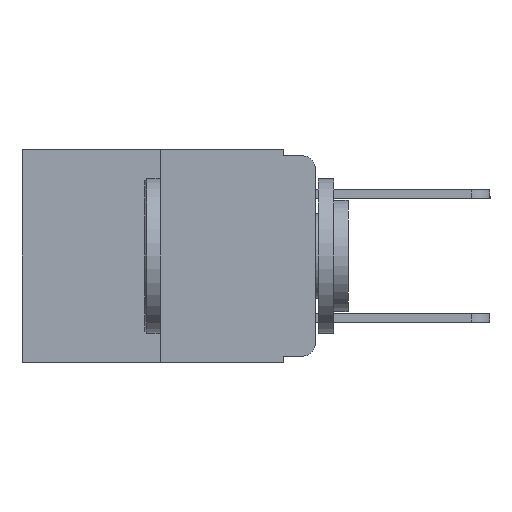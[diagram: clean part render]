
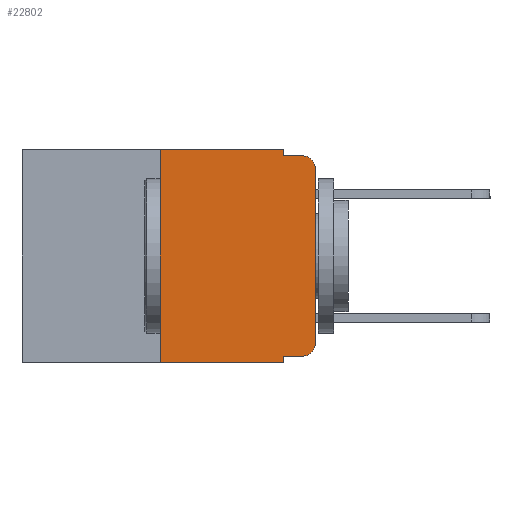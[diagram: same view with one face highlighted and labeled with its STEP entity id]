
A CAD part, left-side view. The second image highlights one B-rep face of the part: STEP entity #22802.
In plain terms, the highlighted planar face has unit normal (-1, 0, 0).
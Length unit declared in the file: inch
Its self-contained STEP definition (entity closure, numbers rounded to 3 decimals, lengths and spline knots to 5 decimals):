
#74 = DIRECTION ( 'NONE',  ( 0., 0., -1. ) ) ;
#443 = VECTOR ( 'NONE', #22730, 39.37008 ) ;
#1025 = CARTESIAN_POINT ( 'NONE',  ( 0., 0.051, -0.333 ) ) ;
#1295 = EDGE_CURVE ( 'NONE', #17236, #12991, #24775, .T. ) ;
#1490 = CARTESIAN_POINT ( 'NONE',  ( 0., 0.051, -0.333 ) ) ;
#2031 = LINE ( 'NONE', #13327, #21354 ) ;
#2273 = CIRCLE ( 'NONE', #6375, 0.02 ) ;
#2776 = CARTESIAN_POINT ( 'NONE',  ( 0., 0.473, 0. ) ) ;
#2977 = VECTOR ( 'NONE', #19522, 39.37008 ) ;
#3309 = ORIENTED_EDGE ( 'NONE', *, *, #6563, .T. ) ;
#3825 = EDGE_CURVE ( 'NONE', #12991, #6209, #23523, .T. ) ;
#4609 = CARTESIAN_POINT ( 'NONE',  ( 0., 0.02, -0.313 ) ) ;
#4967 = PLANE ( 'NONE',  #23801 ) ;
#5381 = VERTEX_POINT ( 'NONE', #7840 ) ;
#5477 = CARTESIAN_POINT ( 'NONE',  ( 0., 0.051, -0.01 ) ) ;
#5784 = VERTEX_POINT ( 'NONE', #16717 ) ;
#5839 = ORIENTED_EDGE ( 'NONE', *, *, #3825, .F. ) ;
#5891 = EDGE_CURVE ( 'NONE', #19829, #5381, #16037, .T. ) ;
#6009 = CARTESIAN_POINT ( 'NONE',  ( 0., 0.02, -0.01 ) ) ;
#6209 = VERTEX_POINT ( 'NONE', #10476 ) ;
#6208 = CARTESIAN_POINT ( 'NONE',  ( 0., 0.473, -0.343 ) ) ;
#6375 = AXIS2_PLACEMENT_3D ( 'NONE', #9500, #22736, #11379 ) ;
#6414 = LINE ( 'NONE', #6208, #16569 ) ;
#6563 = EDGE_CURVE ( 'NONE', #8239, #12616, #2031, .T. ) ;
#6602 = DIRECTION ( 'NONE',  ( 0., 0., -1. ) ) ;
#6717 = EDGE_CURVE ( 'NONE', #6209, #5784, #13290, .T. ) ;
#7747 = CARTESIAN_POINT ( 'NONE',  ( 0., 0.051, -0.343 ) ) ;
#7794 = FACE_OUTER_BOUND ( 'NONE', #23499, .T. ) ;
#7840 = CARTESIAN_POINT ( 'NONE',  ( 0., 0.02, -0.333 ) ) ;
#7912 = VECTOR ( 'NONE', #74, 39.37008 ) ;
#7957 = EDGE_CURVE ( 'NONE', #17236, #19399, #6414, .T. ) ;
#8239 = VERTEX_POINT ( 'NONE', #10904 ) ;
#8339 = AXIS2_PLACEMENT_3D ( 'NONE', #4609, #18042, #6602 ) ;
#8471 = VERTEX_POINT ( 'NONE', #6009 ) ;
#8649 = EDGE_CURVE ( 'NONE', #5381, #8239, #17418, .T. ) ;
#8904 = CARTESIAN_POINT ( 'NONE',  ( 0., 0.473, 0. ) ) ;
#9181 = ORIENTED_EDGE ( 'NONE', *, *, #17286, .T. ) ;
#9428 = CARTESIAN_POINT ( 'NONE',  ( 0., 0.25, 0. ) ) ;
#9500 = CARTESIAN_POINT ( 'NONE',  ( 0., 0.02, -0.03 ) ) ;
#9796 = DIRECTION ( 'NONE',  ( 0., 0., 1. ) ) ;
#9958 = CARTESIAN_POINT ( 'NONE',  ( 0., 0.051, 0. ) ) ;
#9994 = CARTESIAN_POINT ( 'NONE',  ( 0., 0.25, 0. ) ) ;
#10093 = ORIENTED_EDGE ( 'NONE', *, *, #8649, .T. ) ;
#10476 = CARTESIAN_POINT ( 'NONE',  ( 0., 0.051, 0. ) ) ;
#10722 = VECTOR ( 'NONE', #22633, 39.37008 ) ;
#10812 = DIRECTION ( 'NONE',  ( 0., 0., -1. ) ) ;
#10904 = CARTESIAN_POINT ( 'NONE',  ( 0., 0., -0.313 ) ) ;
#11218 = CARTESIAN_POINT ( 'NONE',  ( 0., 0.25, -0.343 ) ) ;
#11379 = DIRECTION ( 'NONE',  ( 0., 0., -1. ) ) ;
#12616 = VERTEX_POINT ( 'NONE', #17072 ) ;
#12917 = LINE ( 'NONE', #17545, #7912 ) ;
#12991 = VERTEX_POINT ( 'NONE', #9994 ) ;
#13290 = LINE ( 'NONE', #9958, #2977 ) ;
#13327 = CARTESIAN_POINT ( 'NONE',  ( 0., 0., 0. ) ) ;
#13428 = EDGE_CURVE ( 'NONE', #5784, #8471, #20237, .T. ) ;
#13684 = DIRECTION ( 'NONE',  ( 0., -1., 0. ) ) ;
#13922 = ORIENTED_EDGE ( 'NONE', *, *, #17439, .F. ) ;
#15734 = DIRECTION ( 'NONE',  ( 0., -1., 0. ) ) ;
#16037 = LINE ( 'NONE', #1490, #443 ) ;
#16569 = VECTOR ( 'NONE', #15734, 39.37008 ) ;
#16717 = CARTESIAN_POINT ( 'NONE',  ( 0., 0.051, -0.01 ) ) ;
#17072 = CARTESIAN_POINT ( 'NONE',  ( 0., 0., -0.03 ) ) ;
#17236 = VERTEX_POINT ( 'NONE', #11218 ) ;
#17286 = EDGE_CURVE ( 'NONE', #12616, #8471, #2273, .T. ) ;
#17418 = CIRCLE ( 'NONE', #8339, 0.02 ) ;
#17439 = EDGE_CURVE ( 'NONE', #19829, #19399, #12917, .T. ) ;
#17545 = CARTESIAN_POINT ( 'NONE',  ( 0., 0.051, 0. ) ) ;
#17807 = ORIENTED_EDGE ( 'NONE', *, *, #7957, .T. ) ;
#18042 = DIRECTION ( 'NONE',  ( -1., 0., 0. ) ) ;
#18538 = VECTOR ( 'NONE', #13684, 39.37008 ) ;
#18950 = DIRECTION ( 'NONE',  ( 0., 0., 1. ) ) ;
#19399 = VERTEX_POINT ( 'NONE', #7747 ) ;
#19522 = DIRECTION ( 'NONE',  ( 0., 0., -1. ) ) ;
#19829 = VERTEX_POINT ( 'NONE', #1025 ) ;
#19845 = VECTOR ( 'NONE', #9796, 39.37008 ) ;
#19895 = ORIENTED_EDGE ( 'NONE', *, *, #13428, .F. ) ;
#20237 = LINE ( 'NONE', #5477, #10722 ) ;
#21354 = VECTOR ( 'NONE', #18950, 39.37008 ) ;
#21636 = ORIENTED_EDGE ( 'NONE', *, *, #1295, .F. ) ;
#22154 = DIRECTION ( 'NONE',  ( 1., 0., 0. ) ) ;
#22633 = DIRECTION ( 'NONE',  ( 0., -1., 0. ) ) ;
#22730 = DIRECTION ( 'NONE',  ( 0., -1., 0. ) ) ;
#22736 = DIRECTION ( 'NONE',  ( -1., 0., 0. ) ) ;
#22802 = ADVANCED_FACE ( 'NONE', ( #7794 ), #4967, .F. ) ;
#23499 = EDGE_LOOP ( 'NONE', ( #3309, #9181, #19895, #24832, #5839, #21636, #17807, #13922, #23968, #10093 ) ) ;
#23523 = LINE ( 'NONE', #2776, #18538 ) ;
#23801 = AXIS2_PLACEMENT_3D ( 'NONE', #8904, #22154, #10812 ) ;
#23968 = ORIENTED_EDGE ( 'NONE', *, *, #5891, .T. ) ;
#24775 = LINE ( 'NONE', #9428, #19845 ) ;
#24832 = ORIENTED_EDGE ( 'NONE', *, *, #6717, .F. ) ;
